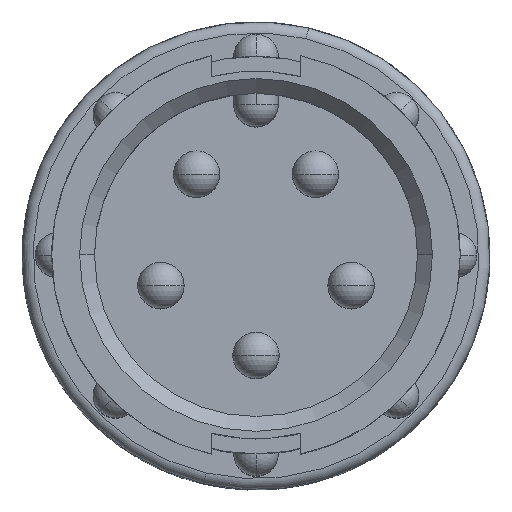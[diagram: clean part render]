
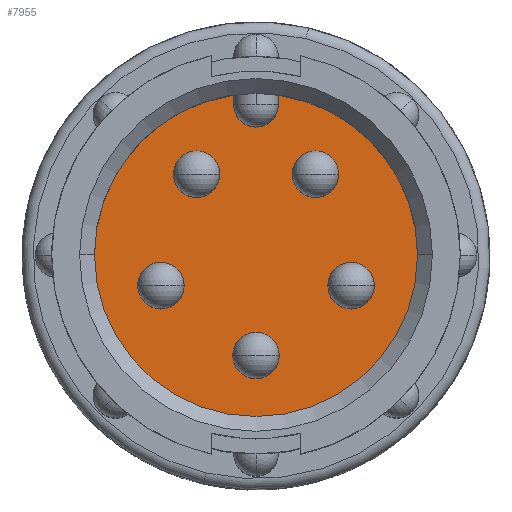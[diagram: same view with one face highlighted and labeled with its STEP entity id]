
A CAD part, top view. The second image highlights one B-rep face of the part: STEP entity #7955.
In plain terms, the highlighted planar face has unit normal (0, 0, 1).
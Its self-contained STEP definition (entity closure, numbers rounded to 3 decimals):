
#218 = DIRECTION ( 'NONE',  ( 0., 0., -1. ) ) ;
#307 = VERTEX_POINT ( 'NONE', #7661 ) ;
#406 = CIRCLE ( 'NONE', #9706, 5.524 ) ;
#427 = VERTEX_POINT ( 'NONE', #9217 ) ;
#495 = AXIS2_PLACEMENT_3D ( 'NONE', #7612, #539, #9120 ) ;
#498 = DIRECTION ( 'NONE',  ( 0., 0., -1. ) ) ;
#533 = ORIENTED_EDGE ( 'NONE', *, *, #4792, .T. ) ;
#539 = DIRECTION ( 'NONE',  ( 0., 0., 1. ) ) ;
#654 = CARTESIAN_POINT ( 'NONE',  ( 0.762, 5.144, -8.382 ) ) ;
#710 = VERTEX_POINT ( 'NONE', #1368 ) ;
#765 = CARTESIAN_POINT ( 'NONE',  ( 4.045, -1.041, -8.382 ) ) ;
#869 = VERTEX_POINT ( 'NONE', #654 ) ;
#968 = DIRECTION ( 'NONE',  ( 0., -1., 0. ) ) ;
#996 = VERTEX_POINT ( 'NONE', #9445 ) ;
#1008 = AXIS2_PLACEMENT_3D ( 'NONE', #4581, #8691, #3222 ) ;
#1189 = CIRCLE ( 'NONE', #7841, 0.794 ) ;
#1253 = ORIENTED_EDGE ( 'NONE', *, *, #2842, .T. ) ;
#1285 = DIRECTION ( 'NONE',  ( 1., 0., 0. ) ) ;
#1287 = DIRECTION ( 'NONE',  ( 1., 0., 0. ) ) ;
#1368 = CARTESIAN_POINT ( 'NONE',  ( 0.762, 5.472, -8.382 ) ) ;
#1375 = CARTESIAN_POINT ( 'NONE',  ( 2.032, 2.769, -8.382 ) ) ;
#1391 = VECTOR ( 'NONE', #968, 1000. ) ;
#1408 = ORIENTED_EDGE ( 'NONE', *, *, #8676, .T. ) ;
#1476 = DIRECTION ( 'NONE',  ( 1., 0., 0. ) ) ;
#1685 = ORIENTED_EDGE ( 'NONE', *, *, #6535, .T. ) ;
#1702 = AXIS2_PLACEMENT_3D ( 'NONE', #3815, #9272, #4598 ) ;
#1710 = ORIENTED_EDGE ( 'NONE', *, *, #8026, .T. ) ;
#1714 = VERTEX_POINT ( 'NONE', #2624 ) ;
#1839 = DIRECTION ( 'NONE',  ( 1., 0., 0. ) ) ;
#1996 = AXIS2_PLACEMENT_3D ( 'NONE', #4957, #218, #4222 ) ;
#2012 = CIRCLE ( 'NONE', #1008, 5.524 ) ;
#2017 = CARTESIAN_POINT ( 'NONE',  ( 0., -3.429, -8.382 ) ) ;
#2049 = EDGE_LOOP ( 'NONE', ( #3110, #1253 ) ) ;
#2068 = FACE_BOUND ( 'NONE', #10253, .T. ) ;
#2070 = DIRECTION ( 'NONE',  ( 0., 0., -1. ) ) ;
#2099 = VERTEX_POINT ( 'NONE', #3420 ) ;
#2289 = ORIENTED_EDGE ( 'NONE', *, *, #3262, .T. ) ;
#2319 = CIRCLE ( 'NONE', #9288, 5.524 ) ;
#2518 = DIRECTION ( 'NONE',  ( 0., 0., -1. ) ) ;
#2624 = CARTESIAN_POINT ( 'NONE',  ( -0.762, 5.143, -8.382 ) ) ;
#2680 = DIRECTION ( 'NONE',  ( 0., 0., -1. ) ) ;
#2842 = EDGE_CURVE ( 'NONE', #9094, #7590, #8869, .T. ) ;
#2965 = EDGE_LOOP ( 'NONE', ( #1710, #9261 ) ) ;
#2974 = DIRECTION ( 'NONE',  ( 0., 0., -1. ) ) ;
#2982 = AXIS2_PLACEMENT_3D ( 'NONE', #6462, #2518, #1839 ) ;
#3089 = DIRECTION ( 'NONE',  ( 0., 1., 0. ) ) ;
#3110 = ORIENTED_EDGE ( 'NONE', *, *, #9190, .T. ) ;
#3194 = DIRECTION ( 'NONE',  ( 0., 0., -1. ) ) ;
#3222 = DIRECTION ( 'NONE',  ( 1., 0., 0. ) ) ;
#3262 = EDGE_CURVE ( 'NONE', #996, #427, #8365, .T. ) ;
#3420 = CARTESIAN_POINT ( 'NONE',  ( 5.524, 0., -8.382 ) ) ;
#3510 = DIRECTION ( 'NONE',  ( 1., 0., 0. ) ) ;
#3512 = FACE_BOUND ( 'NONE', #2965, .T. ) ;
#3642 = AXIS2_PLACEMENT_3D ( 'NONE', #5131, #2680, #9998 ) ;
#3651 = CARTESIAN_POINT ( 'NONE',  ( 1.238, 2.769, -8.382 ) ) ;
#3767 = DIRECTION ( 'NONE',  ( 1., 0., 0. ) ) ;
#3781 = VERTEX_POINT ( 'NONE', #7134 ) ;
#3795 = ORIENTED_EDGE ( 'NONE', *, *, #5085, .T. ) ;
#3815 = CARTESIAN_POINT ( 'NONE',  ( 3.251, -1.041, -8.382 ) ) ;
#3990 = CIRCLE ( 'NONE', #2982, 0.794 ) ;
#4222 = DIRECTION ( 'NONE',  ( 1., 0., 0. ) ) ;
#4244 = ORIENTED_EDGE ( 'NONE', *, *, #8085, .T. ) ;
#4324 = AXIS2_PLACEMENT_3D ( 'NONE', #6008, #8453, #3510 ) ;
#4343 = CARTESIAN_POINT ( 'NONE',  ( 0., 0., -8.382 ) ) ;
#4398 = EDGE_LOOP ( 'NONE', ( #6572, #7354, #4244, #1685, #6154, #9547 ) ) ;
#4508 = EDGE_CURVE ( 'NONE', #10079, #1714, #7619, .T. ) ;
#4553 = LINE ( 'NONE', #7095, #8521 ) ;
#4581 = CARTESIAN_POINT ( 'NONE',  ( 0., 0., -8.382 ) ) ;
#4582 = EDGE_CURVE ( 'NONE', #869, #710, #4553, .T. ) ;
#4598 = DIRECTION ( 'NONE',  ( 1., 0., 0. ) ) ;
#4673 = DIRECTION ( 'NONE',  ( 0., 0., 1. ) ) ;
#4792 = EDGE_CURVE ( 'NONE', #10240, #8829, #8125, .T. ) ;
#4882 = VERTEX_POINT ( 'NONE', #5467 ) ;
#4912 = CARTESIAN_POINT ( 'NONE',  ( -4.045, -1.041, -8.382 ) ) ;
#4957 = CARTESIAN_POINT ( 'NONE',  ( 3.251, -1.041, -8.382 ) ) ;
#4987 = CIRCLE ( 'NONE', #495, 0.762 ) ;
#4991 = EDGE_LOOP ( 'NONE', ( #3795, #533 ) ) ;
#5082 = FACE_OUTER_BOUND ( 'NONE', #4398, .T. ) ;
#5085 = EDGE_CURVE ( 'NONE', #8829, #10240, #5638, .T. ) ;
#5131 = CARTESIAN_POINT ( 'NONE',  ( 0., -3.429, -8.382 ) ) ;
#5289 = FACE_BOUND ( 'NONE', #4991, .T. ) ;
#5322 = EDGE_LOOP ( 'NONE', ( #10138, #2289 ) ) ;
#5435 = CARTESIAN_POINT ( 'NONE',  ( 2.457, -1.041, -8.382 ) ) ;
#5467 = CARTESIAN_POINT ( 'NONE',  ( 0.794, -3.429, -8.382 ) ) ;
#5638 = CIRCLE ( 'NONE', #9128, 0.794 ) ;
#5760 = VERTEX_POINT ( 'NONE', #4912 ) ;
#5872 = EDGE_CURVE ( 'NONE', #1714, #869, #4987, .T. ) ;
#5942 = DIRECTION ( 'NONE',  ( 1., 0., 0. ) ) ;
#6008 = CARTESIAN_POINT ( 'NONE',  ( -2.032, 2.769, -8.382 ) ) ;
#6154 = ORIENTED_EDGE ( 'NONE', *, *, #4582, .F. ) ;
#6294 = AXIS2_PLACEMENT_3D ( 'NONE', #7935, #3194, #9536 ) ;
#6335 = DIRECTION ( 'NONE',  ( 1., 0., 0. ) ) ;
#6462 = CARTESIAN_POINT ( 'NONE',  ( -3.251, -1.041, -8.382 ) ) ;
#6535 = EDGE_CURVE ( 'NONE', #2099, #710, #2012, .T. ) ;
#6545 = CARTESIAN_POINT ( 'NONE',  ( -0.762, 5.144, -8.382 ) ) ;
#6572 = ORIENTED_EDGE ( 'NONE', *, *, #4508, .F. ) ;
#6592 = VERTEX_POINT ( 'NONE', #8636 ) ;
#6641 = CIRCLE ( 'NONE', #9296, 0.794 ) ;
#6727 = EDGE_CURVE ( 'NONE', #427, #996, #8813, .T. ) ;
#7009 = CARTESIAN_POINT ( 'NONE',  ( 0., 0., -8.382 ) ) ;
#7095 = CARTESIAN_POINT ( 'NONE',  ( 0.762, 5.144, -8.382 ) ) ;
#7134 = CARTESIAN_POINT ( 'NONE',  ( -5.524, 0., -8.382 ) ) ;
#7238 = EDGE_CURVE ( 'NONE', #6592, #4882, #1189, .T. ) ;
#7354 = ORIENTED_EDGE ( 'NONE', *, *, #7632, .T. ) ;
#7590 = VERTEX_POINT ( 'NONE', #765 ) ;
#7612 = CARTESIAN_POINT ( 'NONE',  ( 0., 5.143, -8.382 ) ) ;
#7619 = LINE ( 'NONE', #6545, #1391 ) ;
#7621 = PLANE ( 'NONE',  #7801 ) ;
#7632 = EDGE_CURVE ( 'NONE', #10079, #3781, #406, .T. ) ;
#7661 = CARTESIAN_POINT ( 'NONE',  ( -2.457, -1.041, -8.382 ) ) ;
#7721 = CARTESIAN_POINT ( 'NONE',  ( -2.032, 2.769, -8.382 ) ) ;
#7801 = AXIS2_PLACEMENT_3D ( 'NONE', #4343, #498, #8454 ) ;
#7841 = AXIS2_PLACEMENT_3D ( 'NONE', #2017, #2070, #1287 ) ;
#7935 = CARTESIAN_POINT ( 'NONE',  ( 2.032, 2.769, -8.382 ) ) ;
#7955 = ADVANCED_FACE ( 'NONE', ( #5082, #5289, #9033, #3512, #8251, #2068 ), #7621, .F. ) ;
#8026 = EDGE_CURVE ( 'NONE', #4882, #6592, #8632, .T. ) ;
#8043 = AXIS2_PLACEMENT_3D ( 'NONE', #7721, #2974, #3767 ) ;
#8085 = EDGE_CURVE ( 'NONE', #3781, #2099, #2319, .T. ) ;
#8125 = CIRCLE ( 'NONE', #6294, 0.794 ) ;
#8179 = CARTESIAN_POINT ( 'NONE',  ( 2.826, 2.769, -8.382 ) ) ;
#8251 = FACE_BOUND ( 'NONE', #5322, .T. ) ;
#8365 = CIRCLE ( 'NONE', #8043, 0.794 ) ;
#8403 = DIRECTION ( 'NONE',  ( 0., 0., 1. ) ) ;
#8453 = DIRECTION ( 'NONE',  ( 0., 0., -1. ) ) ;
#8454 = DIRECTION ( 'NONE',  ( -1., 0., 0. ) ) ;
#8486 = ORIENTED_EDGE ( 'NONE', *, *, #9155, .T. ) ;
#8521 = VECTOR ( 'NONE', #3089, 1000. ) ;
#8595 = CARTESIAN_POINT ( 'NONE',  ( -3.251, -1.041, -8.382 ) ) ;
#8632 = CIRCLE ( 'NONE', #3642, 0.794 ) ;
#8636 = CARTESIAN_POINT ( 'NONE',  ( -0.794, -3.429, -8.382 ) ) ;
#8676 = EDGE_CURVE ( 'NONE', #5760, #307, #6641, .T. ) ;
#8691 = DIRECTION ( 'NONE',  ( 0., 0., 1. ) ) ;
#8808 = CIRCLE ( 'NONE', #1996, 0.794 ) ;
#8813 = CIRCLE ( 'NONE', #4324, 0.794 ) ;
#8829 = VERTEX_POINT ( 'NONE', #8179 ) ;
#8869 = CIRCLE ( 'NONE', #1702, 0.794 ) ;
#9033 = FACE_BOUND ( 'NONE', #2049, .T. ) ;
#9094 = VERTEX_POINT ( 'NONE', #5435 ) ;
#9120 = DIRECTION ( 'NONE',  ( 1., 0., 0. ) ) ;
#9128 = AXIS2_PLACEMENT_3D ( 'NONE', #1375, #9218, #5942 ) ;
#9135 = CARTESIAN_POINT ( 'NONE',  ( 0., 0., -8.382 ) ) ;
#9155 = EDGE_CURVE ( 'NONE', #307, #5760, #3990, .T. ) ;
#9190 = EDGE_CURVE ( 'NONE', #7590, #9094, #8808, .T. ) ;
#9217 = CARTESIAN_POINT ( 'NONE',  ( -1.238, 2.769, -8.382 ) ) ;
#9218 = DIRECTION ( 'NONE',  ( 0., 0., -1. ) ) ;
#9261 = ORIENTED_EDGE ( 'NONE', *, *, #7238, .T. ) ;
#9272 = DIRECTION ( 'NONE',  ( 0., 0., -1. ) ) ;
#9288 = AXIS2_PLACEMENT_3D ( 'NONE', #9135, #8403, #1285 ) ;
#9296 = AXIS2_PLACEMENT_3D ( 'NONE', #8595, #9320, #1476 ) ;
#9320 = DIRECTION ( 'NONE',  ( 0., 0., -1. ) ) ;
#9445 = CARTESIAN_POINT ( 'NONE',  ( -2.826, 2.769, -8.382 ) ) ;
#9536 = DIRECTION ( 'NONE',  ( 1., 0., 0. ) ) ;
#9547 = ORIENTED_EDGE ( 'NONE', *, *, #5872, .F. ) ;
#9706 = AXIS2_PLACEMENT_3D ( 'NONE', #7009, #4673, #6335 ) ;
#9998 = DIRECTION ( 'NONE',  ( 1., 0., 0. ) ) ;
#10079 = VERTEX_POINT ( 'NONE', #10216 ) ;
#10138 = ORIENTED_EDGE ( 'NONE', *, *, #6727, .T. ) ;
#10216 = CARTESIAN_POINT ( 'NONE',  ( -0.762, 5.472, -8.382 ) ) ;
#10240 = VERTEX_POINT ( 'NONE', #3651 ) ;
#10253 = EDGE_LOOP ( 'NONE', ( #8486, #1408 ) ) ;
